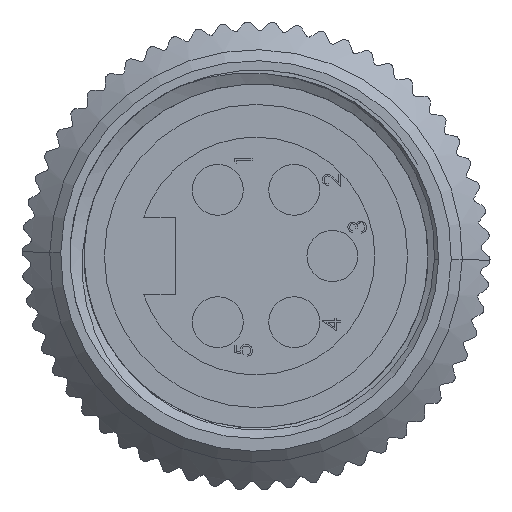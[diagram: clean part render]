
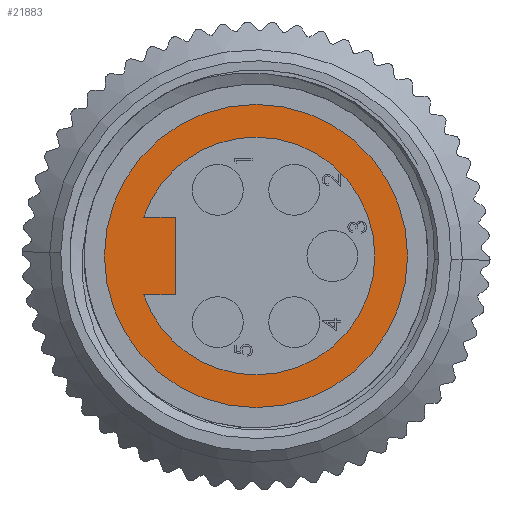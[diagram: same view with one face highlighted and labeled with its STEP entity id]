
A CAD part, left-side view. The second image highlights one B-rep face of the part: STEP entity #21883.
In plain terms, the highlighted planar face has unit normal (-1, 0, 0).
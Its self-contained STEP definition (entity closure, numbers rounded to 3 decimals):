
#3 = VERTEX_POINT ( 'NONE', #5673 ) ;
#208 = EDGE_CURVE ( 'NONE', #44551, #18454, #13732, .T. ) ;
#1293 = VECTOR ( 'NONE', #30926, 1000. ) ;
#1352 = AXIS2_PLACEMENT_3D ( 'NONE', #45590, #23680, #1825 ) ;
#1496 = CARTESIAN_POINT ( 'NONE',  ( -2.515, 6.722, -2.324 ) ) ;
#1825 = DIRECTION ( 'NONE',  ( 0., 0., -1. ) ) ;
#3020 = CARTESIAN_POINT ( 'NONE',  ( -2.515, 0., 0. ) ) ;
#3502 = DIRECTION ( 'NONE',  ( 0., 0., 1. ) ) ;
#4509 = VERTEX_POINT ( 'NONE', #10053 ) ;
#4624 = FACE_BOUND ( 'NONE', #18054, .T. ) ;
#5199 = EDGE_CURVE ( 'NONE', #4509, #46371, #46486, .T. ) ;
#5559 = CIRCLE ( 'NONE', #12966, 7.112 ) ;
#5673 = CARTESIAN_POINT ( 'NONE',  ( -2.515, 4.826, -2.324 ) ) ;
#6006 = ORIENTED_EDGE ( 'NONE', *, *, #15413, .T. ) ;
#6681 = DIRECTION ( 'NONE',  ( 0., 0., 1. ) ) ;
#7011 = CARTESIAN_POINT ( 'NONE',  ( -2.515, 0., 0. ) ) ;
#10053 = CARTESIAN_POINT ( 'NONE',  ( -2.515, 0., -9.068 ) ) ;
#10372 = CARTESIAN_POINT ( 'NONE',  ( -2.515, 0., 9.068 ) ) ;
#12487 = ORIENTED_EDGE ( 'NONE', *, *, #13645, .F. ) ;
#12820 = CARTESIAN_POINT ( 'NONE',  ( -2.515, 4.826, -2.324 ) ) ;
#12966 = AXIS2_PLACEMENT_3D ( 'NONE', #18003, #43589, #22330 ) ;
#13636 = CARTESIAN_POINT ( 'NONE',  ( -2.515, 0., 0. ) ) ;
#13645 = EDGE_CURVE ( 'NONE', #34659, #36323, #5559, .T. ) ;
#13732 = CIRCLE ( 'NONE', #29008, 7.112 ) ;
#14035 = EDGE_LOOP ( 'NONE', ( #27927, #17728 ) ) ;
#14862 = ORIENTED_EDGE ( 'NONE', *, *, #42459, .T. ) ;
#15135 = DIRECTION ( 'NONE',  ( -1., 0., 0. ) ) ;
#15413 = EDGE_CURVE ( 'NONE', #34659, #3, #19626, .T. ) ;
#16222 = CARTESIAN_POINT ( 'NONE',  ( -2.515, 4.826, 2.324 ) ) ;
#16509 = DIRECTION ( 'NONE',  ( 0., 0., 1. ) ) ;
#17312 = DIRECTION ( 'NONE',  ( 0., 0., 1. ) ) ;
#17728 = ORIENTED_EDGE ( 'NONE', *, *, #5199, .T. ) ;
#17851 = CARTESIAN_POINT ( 'NONE',  ( -2.515, 6.722, -2.324 ) ) ;
#18003 = CARTESIAN_POINT ( 'NONE',  ( -2.515, 0., 0. ) ) ;
#18054 = EDGE_LOOP ( 'NONE', ( #12487, #6006, #14862, #35584, #30666, #35668 ) ) ;
#18454 = VERTEX_POINT ( 'NONE', #44410 ) ;
#18698 = CARTESIAN_POINT ( 'NONE',  ( -2.515, 0., 7.112 ) ) ;
#18966 = CARTESIAN_POINT ( 'NONE',  ( -2.515, 4.826, 2.324 ) ) ;
#19626 = LINE ( 'NONE', #1496, #28177 ) ;
#20695 = LINE ( 'NONE', #16222, #1293 ) ;
#21247 = VERTEX_POINT ( 'NONE', #18966 ) ;
#21378 = EDGE_CURVE ( 'NONE', #21247, #18454, #20695, .T. ) ;
#21473 = CARTESIAN_POINT ( 'NONE',  ( -2.515, 0., 0. ) ) ;
#21883 = ADVANCED_FACE ( 'NONE', ( #4624, #32631 ), #27185, .F. ) ;
#22330 = DIRECTION ( 'NONE',  ( 0., 0., 1. ) ) ;
#23500 = AXIS2_PLACEMENT_3D ( 'NONE', #13636, #39239, #17312 ) ;
#23680 = DIRECTION ( 'NONE',  ( 1., 0., 0. ) ) ;
#25123 = DIRECTION ( 'NONE',  ( 0., 0., 1. ) ) ;
#26069 = LINE ( 'NONE', #12820, #35786 ) ;
#27185 = PLANE ( 'NONE',  #1352 ) ;
#27927 = ORIENTED_EDGE ( 'NONE', *, *, #35169, .T. ) ;
#28141 = AXIS2_PLACEMENT_3D ( 'NONE', #21473, #47028, #25123 ) ;
#28177 = VECTOR ( 'NONE', #38041, 1000. ) ;
#28547 = DIRECTION ( 'NONE',  ( -1., 0., 0. ) ) ;
#28879 = CARTESIAN_POINT ( 'NONE',  ( -2.515, 0., -7.112 ) ) ;
#29008 = AXIS2_PLACEMENT_3D ( 'NONE', #7011, #15135, #3502 ) ;
#30666 = ORIENTED_EDGE ( 'NONE', *, *, #208, .F. ) ;
#30926 = DIRECTION ( 'NONE',  ( 0., 1., 0. ) ) ;
#32631 = FACE_OUTER_BOUND ( 'NONE', #14035, .T. ) ;
#32884 = CIRCLE ( 'NONE', #23500, 9.068 ) ;
#34659 = VERTEX_POINT ( 'NONE', #17851 ) ;
#34764 = CIRCLE ( 'NONE', #45579, 7.112 ) ;
#35169 = EDGE_CURVE ( 'NONE', #46371, #4509, #32884, .T. ) ;
#35584 = ORIENTED_EDGE ( 'NONE', *, *, #21378, .T. ) ;
#35668 = ORIENTED_EDGE ( 'NONE', *, *, #46831, .F. ) ;
#35786 = VECTOR ( 'NONE', #16509, 1000. ) ;
#36323 = VERTEX_POINT ( 'NONE', #28879 ) ;
#38041 = DIRECTION ( 'NONE',  ( 0., -1., 0. ) ) ;
#39239 = DIRECTION ( 'NONE',  ( -1., 0., 0. ) ) ;
#42459 = EDGE_CURVE ( 'NONE', #3, #21247, #26069, .T. ) ;
#43589 = DIRECTION ( 'NONE',  ( -1., 0., 0. ) ) ;
#44410 = CARTESIAN_POINT ( 'NONE',  ( -2.515, 6.722, 2.324 ) ) ;
#44551 = VERTEX_POINT ( 'NONE', #18698 ) ;
#45579 = AXIS2_PLACEMENT_3D ( 'NONE', #3020, #28547, #6681 ) ;
#45590 = CARTESIAN_POINT ( 'NONE',  ( -2.515, 7.112, 0. ) ) ;
#46371 = VERTEX_POINT ( 'NONE', #10372 ) ;
#46486 = CIRCLE ( 'NONE', #28141, 9.068 ) ;
#46831 = EDGE_CURVE ( 'NONE', #36323, #44551, #34764, .T. ) ;
#47028 = DIRECTION ( 'NONE',  ( -1., 0., 0. ) ) ;
